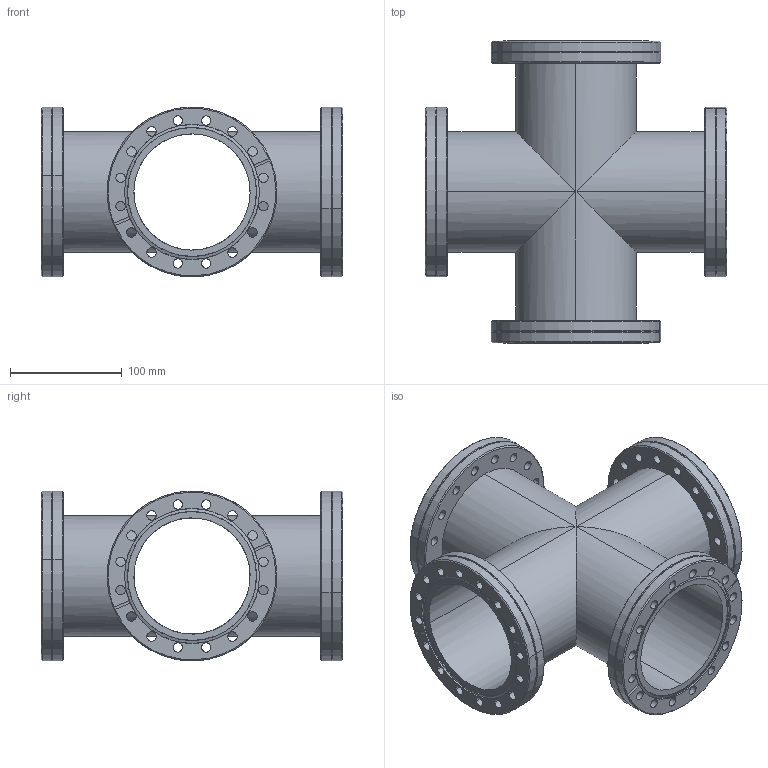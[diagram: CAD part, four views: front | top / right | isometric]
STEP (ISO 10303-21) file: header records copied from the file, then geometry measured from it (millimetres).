
FILE_DESCRIPTION (( 'STEP AP214' ), '1' );
FILE_NAME ('420RKS100.stp', '2017-05-31T08:34:06', ( '' ), ( '' ), 'SwSTEP 2.0', 'SolidWorks 2015', '' );
FILE_SCHEMA (( 'AUTOMOTIVE_DESIGN' ));
Length unit declared in the file: millimetre
Products named in the file (1): 420RKS100
Bounding box: 270 x 270 x 151.96 mm (x, y, z)
Volume: 891587.7 mm3; surface area: 410428.7 mm2
Topology: 1 solids, 3 shells, 280 faces, 718 edges, 450 vertices
Faces by surface type: cylinder 192, cone 36, torus 28, plane 24
Entity records: 12256 total; most frequent: CARTESIAN_POINT 1747, DIRECTION 1702, ORIENTED_EDGE 1436, AXIS2_PLACEMENT_3D 733, EDGE_CURVE 718, CIRCLE 452, VERTEX_POINT 450, EDGE_LOOP 424
